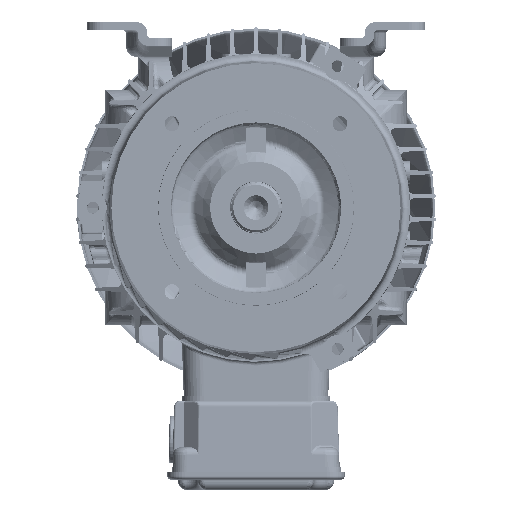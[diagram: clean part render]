
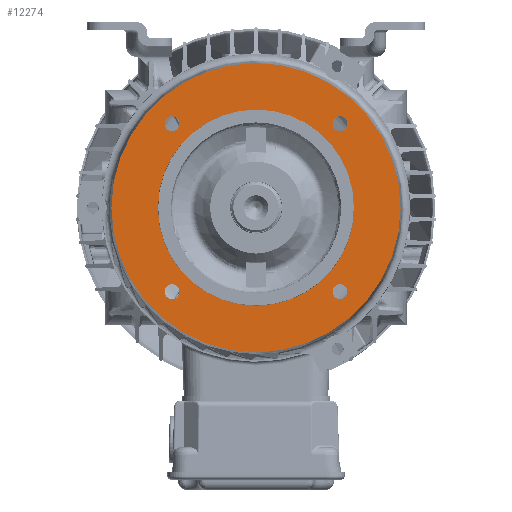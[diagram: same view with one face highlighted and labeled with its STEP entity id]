
A CAD part, left-side view. The second image highlights one B-rep face of the part: STEP entity #12274.
In plain terms, the highlighted planar face has unit normal (-1, 0, 0).
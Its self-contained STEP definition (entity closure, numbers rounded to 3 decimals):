
#12274 = ADVANCED_FACE( '', ( #25938, #25939, #25940, #25941, #25942, #25943 ), #25944, .F. );
#25938 = FACE_BOUND( '', #104014, .T. );
#25939 = FACE_BOUND( '', #104015, .T. );
#25940 = FACE_BOUND( '', #104016, .T. );
#25941 = FACE_BOUND( '', #104017, .T. );
#25942 = FACE_OUTER_BOUND( '', #104018, .T. );
#25943 = FACE_BOUND( '', #104019, .T. );
#25944 = PLANE( '', #104020 );
#104014 = EDGE_LOOP( '', ( #150474 ) );
#104015 = EDGE_LOOP( '', ( #150475 ) );
#104016 = EDGE_LOOP( '', ( #150476 ) );
#104017 = EDGE_LOOP( '', ( #150477 ) );
#104018 = EDGE_LOOP( '', ( #150478 ) );
#104019 = EDGE_LOOP( '', ( #150479 ) );
#104020 = AXIS2_PLACEMENT_3D( '', #150480, #150481, #150482 );
#150474 = ORIENTED_EDGE( '', *, *, #170752, .T. );
#150475 = ORIENTED_EDGE( '', *, *, #157150, .T. );
#150476 = ORIENTED_EDGE( '', *, *, #167650, .T. );
#150477 = ORIENTED_EDGE( '', *, *, #159915, .T. );
#150478 = ORIENTED_EDGE( '', *, *, #168963, .F. );
#150479 = ORIENTED_EDGE( '', *, *, #159529, .T. );
#150480 = CARTESIAN_POINT( '', ( -30.867, 53.975, 0. ) );
#150481 = DIRECTION( '', ( 1., 0., 0. ) );
#150482 = DIRECTION( '', ( 0., 0., -1. ) );
#157150 = EDGE_CURVE( '', #173316, #173316, #173317, .T. );
#159529 = EDGE_CURVE( '', #177538, #177538, #177539, .T. );
#159915 = EDGE_CURVE( '', #178165, #178165, #178166, .T. );
#167650 = EDGE_CURVE( '', #189380, #189380, #189381, .T. );
#168963 = EDGE_CURVE( '', #190943, #190943, #190944, .T. );
#170752 = EDGE_CURVE( '', #192915, #192915, #192916, .T. );
#173316 = VERTEX_POINT( '', #198805 );
#173317 = CIRCLE( '', #198806, 3.594 );
#177538 = VERTEX_POINT( '', #210164 );
#177539 = CIRCLE( '', #210165, 47.5 );
#178165 = VERTEX_POINT( '', #212271 );
#178166 = CIRCLE( '', #212272, 3.594 );
#189380 = VERTEX_POINT( '', #249620 );
#189381 = CIRCLE( '', #249621, 3.594 );
#190943 = VERTEX_POINT( '', #254746 );
#190944 = CIRCLE( '', #254747, 70. );
#192915 = VERTEX_POINT( '', #261475 );
#192916 = CIRCLE( '', #261476, 3.594 );
#198805 = CARTESIAN_POINT( '', ( -30.867, -40.659, 44.253 ) );
#198806 = AXIS2_PLACEMENT_3D( '', #264670, #264671, #264672 );
#210164 = CARTESIAN_POINT( '', ( -30.867, 47.5, 0. ) );
#210165 = AXIS2_PLACEMENT_3D( '', #268264, #268265, #268266 );
#212271 = CARTESIAN_POINT( '', ( -30.867, 40.659, -44.253 ) );
#212272 = AXIS2_PLACEMENT_3D( '', #268766, #268767, #268768 );
#249620 = CARTESIAN_POINT( '', ( -30.867, 44.253, 40.659 ) );
#249621 = AXIS2_PLACEMENT_3D( '', #278746, #278747, #278748 );
#254746 = CARTESIAN_POINT( '', ( -30.867, 0., -70. ) );
#254747 = AXIS2_PLACEMENT_3D( '', #280163, #280164, #280165 );
#261475 = CARTESIAN_POINT( '', ( -30.867, -44.253, -40.659 ) );
#261476 = AXIS2_PLACEMENT_3D( '', #281655, #281656, #281657 );
#264670 = CARTESIAN_POINT( '', ( -30.867, -40.659, 40.659 ) );
#264671 = DIRECTION( '', ( 1., 0., 0. ) );
#264672 = DIRECTION( '', ( 0., 0., 1. ) );
#268264 = CARTESIAN_POINT( '', ( -30.867, 0., 0. ) );
#268265 = DIRECTION( '', ( 1., 0., 0. ) );
#268266 = DIRECTION( '', ( 0., 1., 0. ) );
#268766 = CARTESIAN_POINT( '', ( -30.867, 40.659, -40.659 ) );
#268767 = DIRECTION( '', ( 1., 0., 0. ) );
#268768 = DIRECTION( '', ( 0., 0., -1. ) );
#278746 = CARTESIAN_POINT( '', ( -30.867, 40.659, 40.659 ) );
#278747 = DIRECTION( '', ( 1., 0., 0. ) );
#278748 = DIRECTION( '', ( 0., 1., 0. ) );
#280163 = CARTESIAN_POINT( '', ( -30.867, 0., 0. ) );
#280164 = DIRECTION( '', ( 1., 0., 0. ) );
#280165 = DIRECTION( '', ( 0., 0., -1. ) );
#281655 = CARTESIAN_POINT( '', ( -30.867, -40.659, -40.659 ) );
#281656 = DIRECTION( '', ( 1., 0., 0. ) );
#281657 = DIRECTION( '', ( 0., -1., 0. ) );
